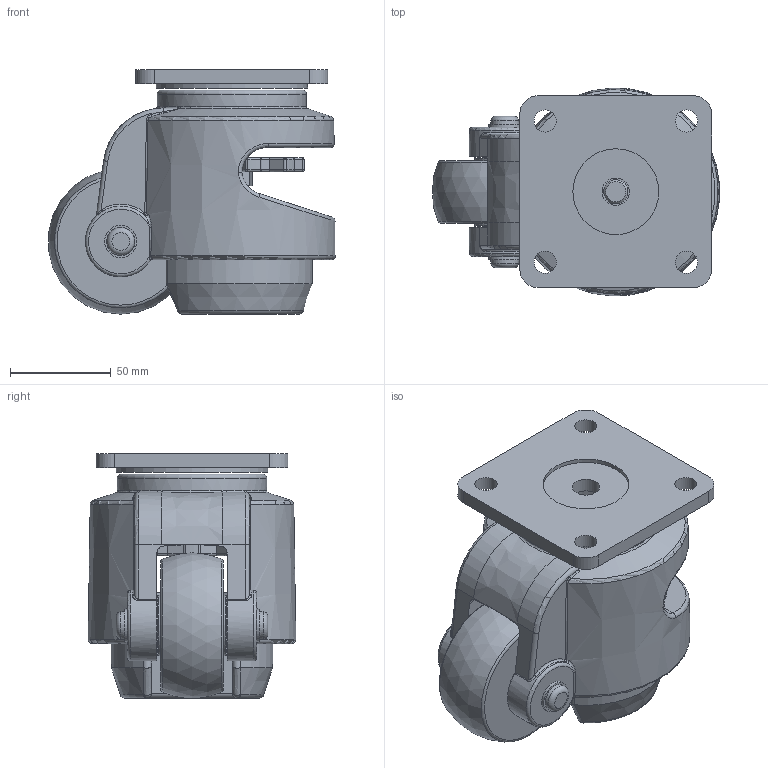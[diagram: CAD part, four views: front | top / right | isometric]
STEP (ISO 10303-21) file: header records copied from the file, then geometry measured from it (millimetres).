
FILE_DESCRIPTION(/* description */ (''),/* implementation_level */ '2;1');
FILE_NAME(/* name */ '0016576K_FSR_1300_3',/* time_stamp */ '2011-03-31T09:04:21+02:00',/* author */ (''),/* organization */ (''),/* preprocessor_version */ 'ST-DEVELOPER v9',/* originating_system */ 'UGS - NX 4.0',/* authorisation */ '');
FILE_SCHEMA (('CONFIG_CONTROL_DESIGN'));
Length unit declared in the file: millimetre
Products named in the file (1): 0016576K_FSR_1300_3
Bounding box: 142.05 x 102.91 x 121 mm (x, y, z)
Volume: 690936.7 mm3; surface area: 128155.6 mm2
Topology: 5 solids, 5 shells, 360 faces, 833 edges, 456 vertices
Faces by surface type: cylinder 132, plane 78, bspline 51, torus 45, sphere 44, cone 10
Full cylindrical faces by diameter (mm): 11 x4, 12 x3, 12.5 x1, 13.5 x1, 14.188 x1, 16 x2, 30 x2, 42 x1, 42.5 x1, 74 x1, 75 x1
Entity records: 10882 total; most frequent: CARTESIAN_POINT 3223, DIRECTION 1630, ORIENTED_EDGE 1512, EDGE_CURVE 756, AXIS2_PLACEMENT_3D 687, VERTEX_POINT 449, EDGE_LOOP 423, ADVANCED_FACE 360
